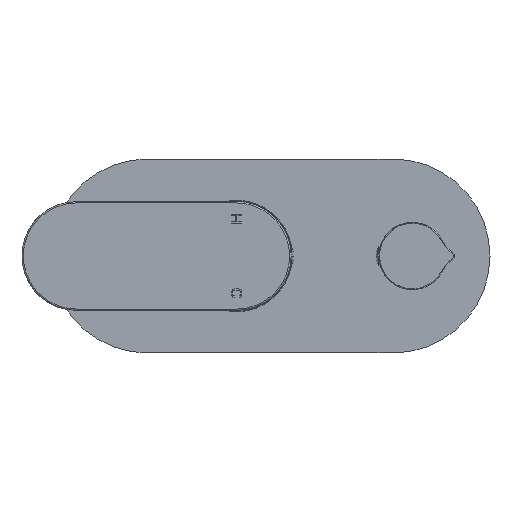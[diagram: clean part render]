
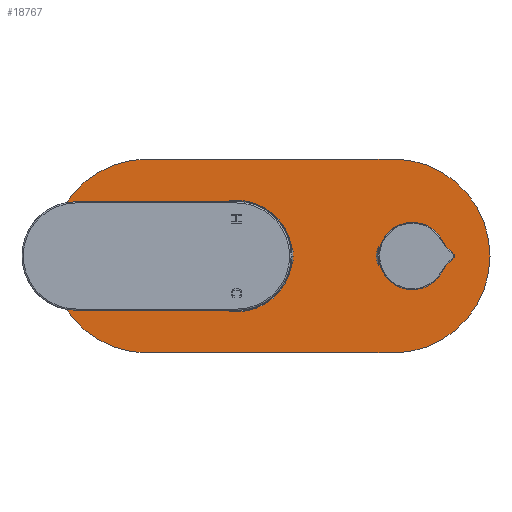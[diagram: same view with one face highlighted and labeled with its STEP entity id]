
A CAD part, front view. The second image highlights one B-rep face of the part: STEP entity #18767.
In plain terms, the highlighted face is planar.
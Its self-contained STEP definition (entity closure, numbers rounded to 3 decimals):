
#18149=CARTESIAN_POINT('',(0.,3.,-60.5));
#18150=DIRECTION('',(0.,-1.,0.));
#18151=DIRECTION('',(-1.,0.,0.));
#18152=AXIS2_PLACEMENT_3D('',#18149,#18150,#18151);
#18154=CARTESIAN_POINT('',(0.,3.,-60.5));
#18155=DIRECTION('',(0.,-1.,0.));
#18156=DIRECTION('',(0.,0.,-1.));
#18157=AXIS2_PLACEMENT_3D('',#18154,#18155,#18156);
#18159=DIRECTION('',(0.,0.,1.));
#18160=VECTOR('',#18159,95.);
#18161=CARTESIAN_POINT('',(37.5,3.,-60.5));
#18162=LINE('',#18161,#18160);
#18163=CARTESIAN_POINT('',(0.,3.,34.5));
#18164=DIRECTION('',(0.,-1.,0.));
#18165=DIRECTION('',(1.,0.,0.));
#18166=AXIS2_PLACEMENT_3D('',#18163,#18164,#18165);
#18168=DIRECTION('',(0.,0.,-1.));
#18169=VECTOR('',#18168,95.);
#18170=CARTESIAN_POINT('',(-37.5,3.,34.5));
#18171=LINE('',#18170,#18169);
#18172=CARTESIAN_POINT('',(0.,3.,0.));
#18173=DIRECTION('',(0.,1.,0.));
#18174=DIRECTION('',(-1.,0.,0.));
#18175=AXIS2_PLACEMENT_3D('',#18172,#18173,#18174);
#18177=CARTESIAN_POINT('',(0.,3.,0.));
#18178=DIRECTION('',(0.,1.,0.));
#18179=DIRECTION('',(-1.,0.,0.021));
#18180=AXIS2_PLACEMENT_3D('',#18177,#18178,#18179);
#18182=CARTESIAN_POINT('',(0.,3.,0.));
#18183=DIRECTION('',(0.,1.,0.));
#18184=DIRECTION('',(1.,0.,0.));
#18185=AXIS2_PLACEMENT_3D('',#18182,#18183,#18184);
#18187=CARTESIAN_POINT('',(0.,3.,0.));
#18188=DIRECTION('',(0.,1.,0.));
#18189=DIRECTION('',(1.,0.,-0.021));
#18190=AXIS2_PLACEMENT_3D('',#18187,#18188,#18189);
#18192=CARTESIAN_POINT('',(0.,3.,-68.));
#18193=DIRECTION('',(0.,1.,0.));
#18194=DIRECTION('',(1.,0.,0.));
#18195=AXIS2_PLACEMENT_3D('',#18192,#18193,#18194);
#18197=CARTESIAN_POINT('',(0.,3.,-68.));
#18198=DIRECTION('',(0.,1.,0.));
#18199=DIRECTION('',(0.999,0.,-0.043));
#18200=AXIS2_PLACEMENT_3D('',#18197,#18198,#18199);
#18202=CARTESIAN_POINT('',(0.,3.,-68.));
#18203=DIRECTION('',(0.,1.,0.));
#18204=DIRECTION('',(-1.,0.,0.));
#18205=AXIS2_PLACEMENT_3D('',#18202,#18203,#18204);
#18207=CARTESIAN_POINT('',(0.,3.,-68.));
#18208=DIRECTION('',(0.,1.,0.));
#18209=DIRECTION('',(-0.999,0.,0.043));
#18210=AXIS2_PLACEMENT_3D('',#18207,#18208,#18209);
#18592=CARTESIAN_POINT('',(-21.545,3.,0.446));
#18593=CARTESIAN_POINT('',(21.55,3.,0.));
#18594=VERTEX_POINT('',#18592);
#18595=VERTEX_POINT('',#18593);
#18596=CARTESIAN_POINT('',(-21.55,3.,0.));
#18597=VERTEX_POINT('',#18596);
#18598=CARTESIAN_POINT('',(-37.5,3.,-60.5));
#18599=CARTESIAN_POINT('',(0.,3.,-98.));
#18600=VERTEX_POINT('',#18598);
#18601=VERTEX_POINT('',#18599);
#18602=CARTESIAN_POINT('',(37.5,3.,-60.5));
#18603=VERTEX_POINT('',#18602);
#18604=CARTESIAN_POINT('',(37.5,3.,34.5));
#18605=VERTEX_POINT('',#18604);
#18606=CARTESIAN_POINT('',(-37.5,3.,34.5));
#18607=VERTEX_POINT('',#18606);
#18608=CARTESIAN_POINT('',(21.545,3.,-0.446));
#18609=VERTEX_POINT('',#18608);
#18610=CARTESIAN_POINT('',(10.54,3.,-68.453));
#18611=CARTESIAN_POINT('',(-10.55,3.,-68.));
#18612=VERTEX_POINT('',#18610);
#18613=VERTEX_POINT('',#18611);
#18614=CARTESIAN_POINT('',(10.55,3.,-68.));
#18615=VERTEX_POINT('',#18614);
#18616=CARTESIAN_POINT('',(-10.54,3.,-67.547));
#18617=VERTEX_POINT('',#18616);
#18732=CARTESIAN_POINT('',(0.,3.,0.));
#18733=DIRECTION('',(0.,1.,0.));
#18734=DIRECTION('',(1.,0.,0.));
#18735=AXIS2_PLACEMENT_3D('',#18732,#18733,#18734);
#18736=PLANE('',#18735);
#18737=ORIENTED_EDGE('',*,*,#18721,.T.);
#18738=ORIENTED_EDGE('',*,*,#18719,.T.);
#18740=ORIENTED_EDGE('',*,*,#18739,.T.);
#18742=ORIENTED_EDGE('',*,*,#18741,.T.);
#18744=ORIENTED_EDGE('',*,*,#18743,.T.);
#18745=EDGE_LOOP('',(#18737,#18738,#18740,#18742,#18744));
#18746=FACE_OUTER_BOUND('',#18745,.F.);
#18748=ORIENTED_EDGE('',*,*,#18747,.T.);
#18750=ORIENTED_EDGE('',*,*,#18749,.T.);
#18752=ORIENTED_EDGE('',*,*,#18751,.T.);
#18754=ORIENTED_EDGE('',*,*,#18753,.T.);
#18755=EDGE_LOOP('',(#18748,#18750,#18752,#18754));
#18756=FACE_BOUND('',#18755,.F.);
#18758=ORIENTED_EDGE('',*,*,#18757,.T.);
#18760=ORIENTED_EDGE('',*,*,#18759,.T.);
#18762=ORIENTED_EDGE('',*,*,#18761,.T.);
#18764=ORIENTED_EDGE('',*,*,#18763,.T.);
#18765=EDGE_LOOP('',(#18758,#18760,#18762,#18764));
#18766=FACE_BOUND('',#18765,.F.);
#18153=CIRCLE('',#18152,37.5);
#18158=CIRCLE('',#18157,37.5);
#18167=CIRCLE('',#18166,37.5);
#18176=CIRCLE('',#18175,21.55);
#18181=CIRCLE('',#18180,21.55);
#18186=CIRCLE('',#18185,21.55);
#18191=CIRCLE('',#18190,21.55);
#18196=CIRCLE('',#18195,10.55);
#18201=CIRCLE('',#18200,10.55);
#18206=CIRCLE('',#18205,10.55);
#18211=CIRCLE('',#18210,10.55);
#18719=EDGE_CURVE('',#18601,#18603,#18158,.T.);
#18721=EDGE_CURVE('',#18600,#18601,#18153,.T.);
#18739=EDGE_CURVE('',#18603,#18605,#18162,.T.);
#18741=EDGE_CURVE('',#18605,#18607,#18167,.T.);
#18743=EDGE_CURVE('',#18607,#18600,#18171,.T.);
#18747=EDGE_CURVE('',#18597,#18594,#18176,.T.);
#18749=EDGE_CURVE('',#18594,#18595,#18181,.T.);
#18751=EDGE_CURVE('',#18595,#18609,#18186,.T.);
#18753=EDGE_CURVE('',#18609,#18597,#18191,.T.);
#18757=EDGE_CURVE('',#18615,#18612,#18196,.T.);
#18759=EDGE_CURVE('',#18612,#18613,#18201,.T.);
#18761=EDGE_CURVE('',#18613,#18617,#18206,.T.);
#18763=EDGE_CURVE('',#18617,#18615,#18211,.T.);
#18767=ADVANCED_FACE('',(#18746,#18756,#18766),#18736,.T.);
